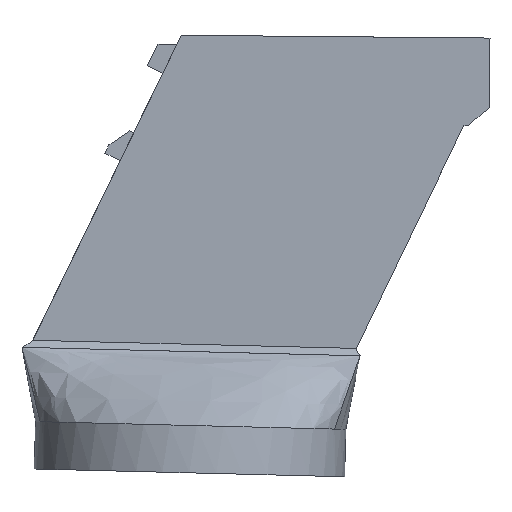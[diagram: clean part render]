
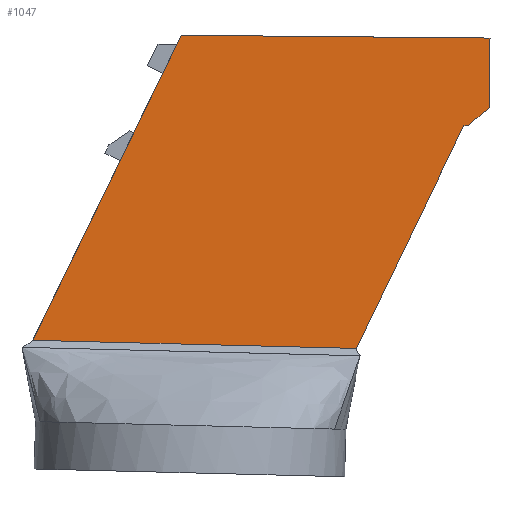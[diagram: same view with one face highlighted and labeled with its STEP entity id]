
A CAD part, front view. The second image highlights one B-rep face of the part: STEP entity #1047.
In plain terms, the highlighted planar face has unit normal (0, -1, 0).
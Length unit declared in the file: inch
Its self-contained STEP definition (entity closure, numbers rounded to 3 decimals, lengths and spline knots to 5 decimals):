
#95=FACE_OUTER_BOUND('',#153,.T.);
#153=EDGE_LOOP('',(#885,#886,#887,#888,#889,#890,#891));
#198=LINE('',#1443,#321);
#209=LINE('',#1464,#332);
#248=LINE('',#2181,#371);
#255=LINE('',#2192,#378);
#266=LINE('',#2212,#389);
#267=LINE('',#2214,#390);
#268=LINE('',#2216,#391);
#321=VECTOR('',#1179,0.3937);
#332=VECTOR('',#1196,0.3937);
#371=VECTOR('',#1291,0.3937);
#378=VECTOR('',#1300,0.3937);
#389=VECTOR('',#1317,0.3937);
#390=VECTOR('',#1320,0.3937);
#391=VECTOR('',#1323,0.3937);
#437=VERTEX_POINT('',#1440);
#438=VERTEX_POINT('',#1442);
#445=VERTEX_POINT('',#1463);
#495=VERTEX_POINT('',#2179);
#496=VERTEX_POINT('',#2180);
#499=VERTEX_POINT('',#2190);
#505=VERTEX_POINT('',#2210);
#546=EDGE_CURVE('',#437,#438,#198,.T.);
#557=EDGE_CURVE('',#445,#438,#209,.T.);
#623=EDGE_CURVE('',#495,#496,#248,.T.);
#630=EDGE_CURVE('',#499,#495,#255,.T.);
#641=EDGE_CURVE('',#437,#505,#266,.T.);
#642=EDGE_CURVE('',#496,#505,#267,.T.);
#643=EDGE_CURVE('',#445,#499,#268,.T.);
#885=ORIENTED_EDGE('',*,*,#546,.F.);
#886=ORIENTED_EDGE('',*,*,#641,.T.);
#887=ORIENTED_EDGE('',*,*,#642,.F.);
#888=ORIENTED_EDGE('',*,*,#623,.F.);
#889=ORIENTED_EDGE('',*,*,#630,.F.);
#890=ORIENTED_EDGE('',*,*,#643,.F.);
#891=ORIENTED_EDGE('',*,*,#557,.T.);
#993=PLANE('',#1114);
#1047=ADVANCED_FACE('',(#95),#993,.F.);
#1114=AXIS2_PLACEMENT_3D('',#2215,#1321,#1322);
#1179=DIRECTION('',(-1.,0.,0.025));
#1196=DIRECTION('',(-0.438,0.,-0.899));
#1291=DIRECTION('',(-0.765,0.,-0.644));
#1300=DIRECTION('',(-0.009,0.,-1.));
#1317=DIRECTION('',(0.435,0.,0.901));
#1320=DIRECTION('',(-1.,0.,0.009));
#1321=DIRECTION('center_axis',(0.,1.,0.));
#1322=DIRECTION('ref_axis',(1.,0.,0.));
#1323=DIRECTION('',(1.,0.,-0.009));
#1440=CARTESIAN_POINT('',(2.66671,0.,0.26176));
#1442=CARTESIAN_POINT('',(-2.58627,0.,0.39349));
#1443=CARTESIAN_POINT('',(0.62503,0.,0.31296));
#1463=CARTESIAN_POINT('',(-0.17678,0.,5.34535));
#1464=CARTESIAN_POINT('',(-0.17678,0.,5.34535));
#2179=CARTESIAN_POINT('',(4.82618,0.,4.17063));
#2180=CARTESIAN_POINT('',(4.47349,0.,3.8738));
#2181=CARTESIAN_POINT('',(3.4862,0.,3.04289));
#2190=CARTESIAN_POINT('',(4.83637,0.,5.30012));
#2192=CARTESIAN_POINT('',(4.83637,0.,5.30012));
#2210=CARTESIAN_POINT('',(4.40951,0.,3.87438));
#2212=CARTESIAN_POINT('',(4.00563,0.,3.03718));
#2214=CARTESIAN_POINT('',(4.82348,0.,3.87064));
#2215=CARTESIAN_POINT('Origin',(1.33709,0.,3.2345));
#2216=CARTESIAN_POINT('',(-0.17678,0.,5.34535));
